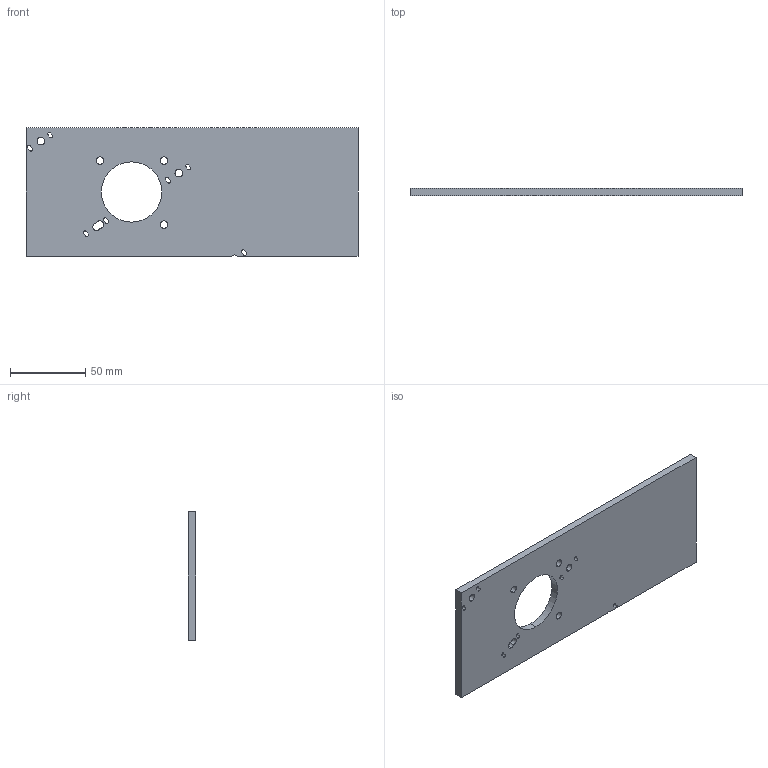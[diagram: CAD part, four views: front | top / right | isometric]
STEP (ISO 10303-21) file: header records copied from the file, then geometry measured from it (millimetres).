
FILE_DESCRIPTION (( 'STEP AP203' ), '1' );
FILE_NAME ('link1_base_Default_sldprt.STEP', '2018-11-16T05:34:36', ( '' ), ( '' ), 'SwSTEP 2.0', 'SolidWorks 2018', '' );
FILE_SCHEMA (( 'CONFIG_CONTROL_DESIGN' ));
Length unit declared in the file: millimetre
Products named in the file (1): link1_base_Default_sldprt
Bounding box: 220 x 5 x 85 mm (x, y, z)
Volume: 86268 mm3; surface area: 39068.8 mm2
Topology: 1 solids, 1 shells, 58 faces, 168 edges, 112 vertices
Faces by surface type: cylinder 37, plane 21
Entity records: 2079 total; most frequent: DIRECTION 360, CARTESIAN_POINT 339, ORIENTED_EDGE 336, EDGE_CURVE 168, AXIS2_PLACEMENT_3D 133, VERTEX_POINT 112, VECTOR 94, LINE 94
